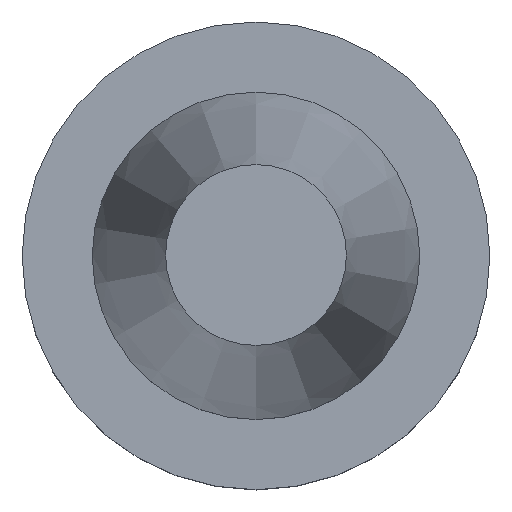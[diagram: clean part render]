
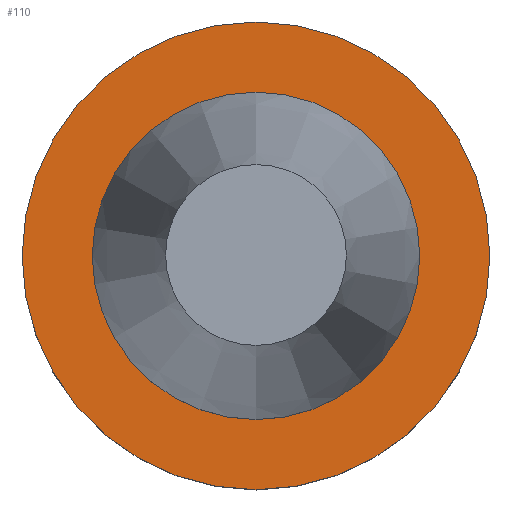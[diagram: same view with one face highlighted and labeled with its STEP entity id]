
A CAD part, top view. The second image highlights one B-rep face of the part: STEP entity #110.
In plain terms, the highlighted planar face has unit normal (0, 0, 1).
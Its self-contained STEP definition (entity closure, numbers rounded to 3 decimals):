
#61=EDGE_CURVE('Unnamed[1]',#161,#161,#162,.T.);
#110=ADVANCED_FACE('Unnamed[1]',(#237,#238),#239,.T.);
#127=EDGE_CURVE('Unnamed[1]',#265,#265,#266,.T.);
#161=VERTEX_POINT('',#296);
#162=CIRCLE('',#297,22.225);
#237=FACE_OUTER_BOUND('',#391,.T.);
#238=FACE_BOUND('',#392,.T.);
#239=PLANE('',#393);
#265=VERTEX_POINT('',#426);
#266=CIRCLE('',#427,31.75);
#296=CARTESIAN_POINT('',(0.,22.225,-1.));
#297=AXIS2_PLACEMENT_3D('',#451,#452,#453);
#391=EDGE_LOOP('',(#537));
#392=EDGE_LOOP('',(#538));
#393=AXIS2_PLACEMENT_3D('',#539,#540,#541);
#426=CARTESIAN_POINT('',(0.,31.75,-1.));
#427=AXIS2_PLACEMENT_3D('',#569,#570,#571);
#451=CARTESIAN_POINT('',(0.,0.,-1.0));
#452=DIRECTION('',(0.,0.,-1.0));
#453=DIRECTION('',(0.,1.0,0.));
#537=ORIENTED_EDGE('',*,*,#127,.F.);
#538=ORIENTED_EDGE('',*,*,#61,.T.);
#539=CARTESIAN_POINT('',(0.,26.988,-1.));
#540=DIRECTION('',(0.,0.,1.0));
#541=DIRECTION('',(0.,-1.0,0.));
#569=CARTESIAN_POINT('',(0.,0.,-1.0));
#570=DIRECTION('',(0.,0.,-1.0));
#571=DIRECTION('',(0.,1.0,0.));
